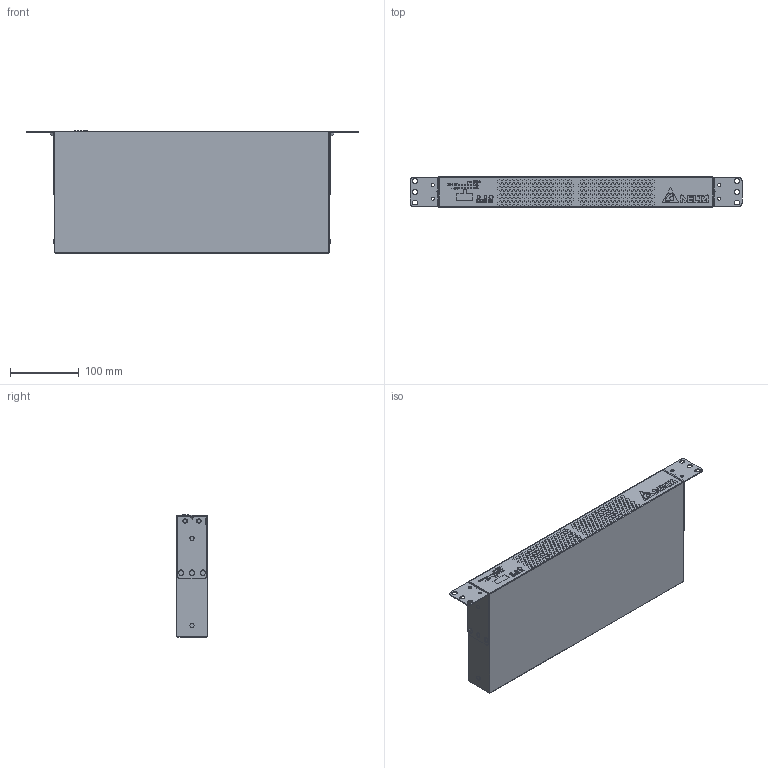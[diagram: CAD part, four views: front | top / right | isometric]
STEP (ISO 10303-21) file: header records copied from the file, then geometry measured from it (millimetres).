
FILE_DESCRIPTION((''),'2;1');
FILE_NAME('HEH100PB-001_VX01_1_ASM','2018-10-12T',('KUNCHIEH.LIAO'),(''),'CREO PARAMETRIC BY PTC INC, 2015080','CREO PARAMETRIC BY PTC INC, 2015080','');
FILE_SCHEMA(('CONFIG_CONTROL_DESIGN'));
Products named in the file (4): HEH100PB_CASE-1-SOLID1; HEH100PB_CASEIIIIITT5E5T4E-10-S; HEH100PB_CASEIIIIITT5E5T4E-9-SO; HEH100PB-001_VX01_1_ASM
Assembly tree (3 placements, depth 2):
  HEH100PB-001_VX01_1_ASM
    HEH100PB_CASE-1-SOLID1
    HEH100PB_CASEIIIIITT5E5T4E-10-S
    HEH100PB_CASEIIIIITT5E5T4E-9-SO
Bounding box: 482.61 x 44 x 177.51 mm (x, y, z)
Volume: 3122188.5 mm3; surface area: 217938.2 mm2
Topology: 3 solids, 3 shells, 3164 faces, 8202 edges, 5467 vertices
Faces by surface type: plane 2842, cylinder 166, extrusion 123, cone 30, bspline 3
Entity records: 103432 total; most frequent: CARTESIAN_POINT 22850, ORIENTED_EDGE 16404, DIRECTION 14513, EDGE_CURVE 8202, VECTOR 7651, LINE 7528, VERTEX_POINT 5467, EDGE_LOOP 3631
